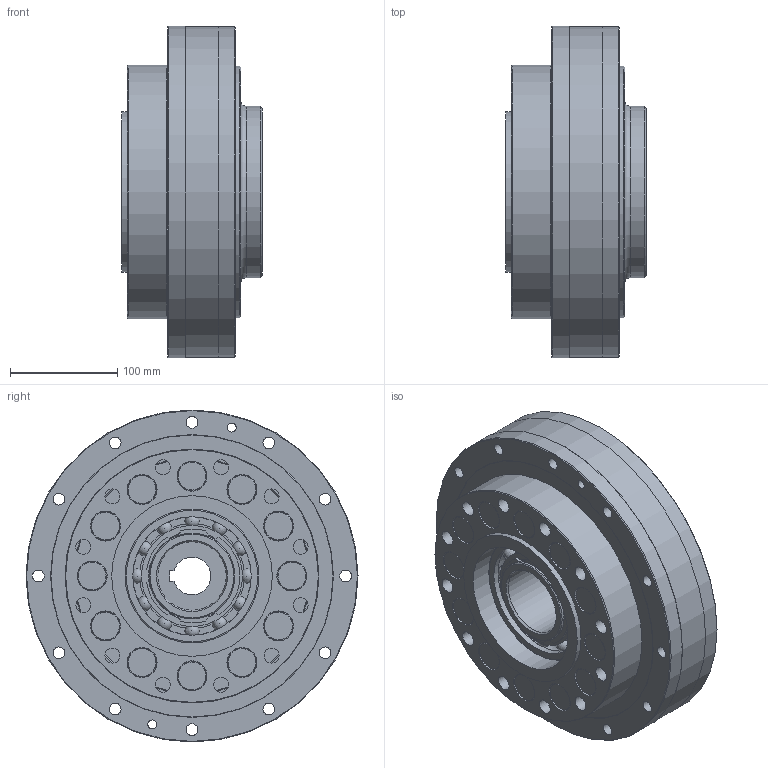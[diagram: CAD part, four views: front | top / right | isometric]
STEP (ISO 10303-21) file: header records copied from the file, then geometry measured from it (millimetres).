
FILE_DESCRIPTION(/* description */ (''),/* implementation_level */ '2;1');
FILE_NAME(/* name */ 'FC-A75_STD.stp',/* time_stamp */ '2017-12-06T10:01:19+09:00',/* author */ ('Ikk_Taniyama'),/* organization */ (''),/* preprocessor_version */ 'ST-DEVELOPER v15.6',/* originating_system */ 'Autodesk Inventor 2015',/* authorisation */ '');
FILE_SCHEMA (('AUTOMOTIVE_DESIGN { 1 0 10303 214 3 1 1 }'));
Length unit declared in the file: millimetre
Products named in the file (1): FC-A75_STD
Bounding box: 131.01 x 310 x 310 mm (x, y, z)
Volume: 4531677.4 mm3; surface area: 617575.7 mm2
Topology: 1 solids, 23 shells, 586 faces, 1612 edges, 1037 vertices
Faces by surface type: cylinder 217, plane 179, cone 86, torus 80, sphere 24
Full cylindrical faces by diameter (mm): 3.5 x2, 4.917 x4, 6 x4, 6.6 x4, 8.376 x2, 10 x4, 11 x30, 13.835 x2, 14 x10, 20 x12, 24 x12, 24.047 x12, 27 x12, 28 x12, 64 x1, 76.5 x2, 80 x6, 86 x1, 89.088 x2, 90.636 x2, 91.214 x1, 92.194 x1, 94.4 x4, 98 x1, 110.256 x1, 110.6 x4, 114.364 x2, 115.912 x1, 118 x1, 125 x5
Entity records: 21287 total; most frequent: CARTESIAN_POINT 7182, DIRECTION 2928, ORIENTED_EDGE 2344, AXIS2_PLACEMENT_3D 1388, EDGE_CURVE 1171, EDGE_LOOP 1067, VERTEX_POINT 908, CIRCLE 801
